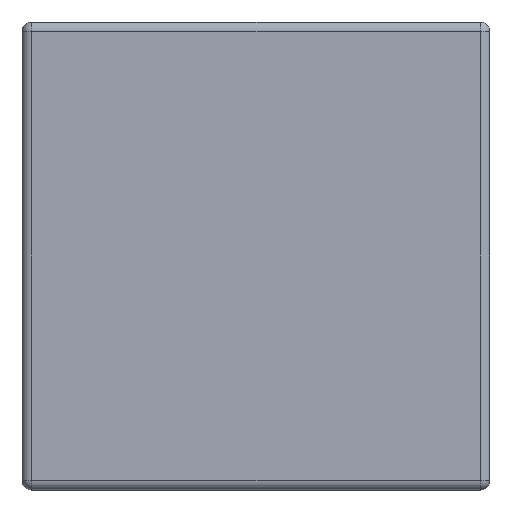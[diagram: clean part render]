
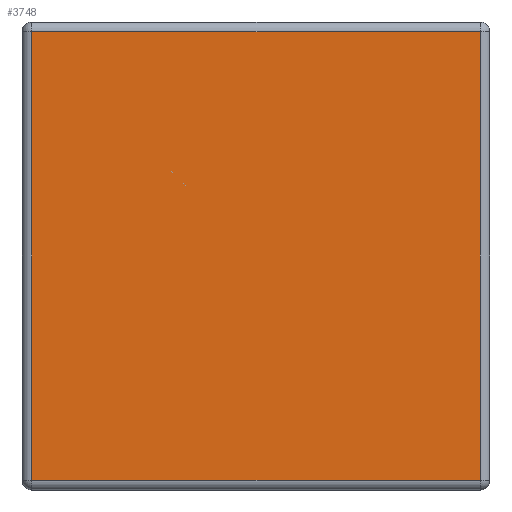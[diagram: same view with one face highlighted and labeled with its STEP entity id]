
A CAD part, left-side view. The second image highlights one B-rep face of the part: STEP entity #3748.
In plain terms, the highlighted planar face has unit normal (-1, 0, 0).
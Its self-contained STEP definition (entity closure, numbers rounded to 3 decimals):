
#31 = VERTEX_POINT ( 'NONE', #2839 ) ;
#150 = VERTEX_POINT ( 'NONE', #912 ) ;
#171 = LINE ( 'NONE', #3925, #934 ) ;
#332 = VECTOR ( 'NONE', #4474, 1000. ) ;
#342 = ORIENTED_EDGE ( 'NONE', *, *, #3615, .T. ) ;
#349 = CARTESIAN_POINT ( 'NONE',  ( 0., 0.007, -0.323 ) ) ;
#645 = CARTESIAN_POINT ( 'NONE',  ( 0., 0., 0. ) ) ;
#661 = DIRECTION ( 'NONE',  ( 0., 0., 1. ) ) ;
#860 = LINE ( 'NONE', #2625, #2416 ) ;
#912 = CARTESIAN_POINT ( 'NONE',  ( 0., 0.007, -0.007 ) ) ;
#934 = VECTOR ( 'NONE', #3528, 1000. ) ;
#1288 = EDGE_CURVE ( 'NONE', #150, #31, #2053, .T. ) ;
#1347 = AXIS2_PLACEMENT_3D ( 'NONE', #645, #1683, #661 ) ;
#1454 = FACE_OUTER_BOUND ( 'NONE', #3558, .T. ) ;
#1683 = DIRECTION ( 'NONE',  ( -1., 0., 0. ) ) ;
#2004 = CARTESIAN_POINT ( 'NONE',  ( 0., 0.323, -0.323 ) ) ;
#2053 = LINE ( 'NONE', #2317, #332 ) ;
#2317 = CARTESIAN_POINT ( 'NONE',  ( 0., 0.33, -0.007 ) ) ;
#2364 = DIRECTION ( 'NONE',  ( 0., 0., 1. ) ) ;
#2416 = VECTOR ( 'NONE', #2364, 1000. ) ;
#2448 = DIRECTION ( 'NONE',  ( 0., -1., 0. ) ) ;
#2594 = VECTOR ( 'NONE', #2448, 1000. ) ;
#2625 = CARTESIAN_POINT ( 'NONE',  ( 0., 0.007, 0. ) ) ;
#2636 = PLANE ( 'NONE',  #1347 ) ;
#2651 = LINE ( 'NONE', #3189, #2594 ) ;
#2839 = CARTESIAN_POINT ( 'NONE',  ( 0., 0.323, -0.007 ) ) ;
#2912 = EDGE_CURVE ( 'NONE', #31, #3549, #171, .T. ) ;
#3041 = EDGE_CURVE ( 'NONE', #3549, #3754, #2651, .T. ) ;
#3189 = CARTESIAN_POINT ( 'NONE',  ( 0., 0., -0.323 ) ) ;
#3528 = DIRECTION ( 'NONE',  ( 0., 0., -1. ) ) ;
#3549 = VERTEX_POINT ( 'NONE', #2004 ) ;
#3558 = EDGE_LOOP ( 'NONE', ( #4087, #342, #4529, #4463 ) ) ;
#3615 = EDGE_CURVE ( 'NONE', #3754, #150, #860, .T. ) ;
#3748 = ADVANCED_FACE ( 'NONE', ( #1454 ), #2636, .T. ) ;
#3754 = VERTEX_POINT ( 'NONE', #349 ) ;
#3925 = CARTESIAN_POINT ( 'NONE',  ( 0., 0.323, -0.33 ) ) ;
#4087 = ORIENTED_EDGE ( 'NONE', *, *, #3041, .T. ) ;
#4463 = ORIENTED_EDGE ( 'NONE', *, *, #2912, .T. ) ;
#4474 = DIRECTION ( 'NONE',  ( 0., 1., 0. ) ) ;
#4529 = ORIENTED_EDGE ( 'NONE', *, *, #1288, .T. ) ;
